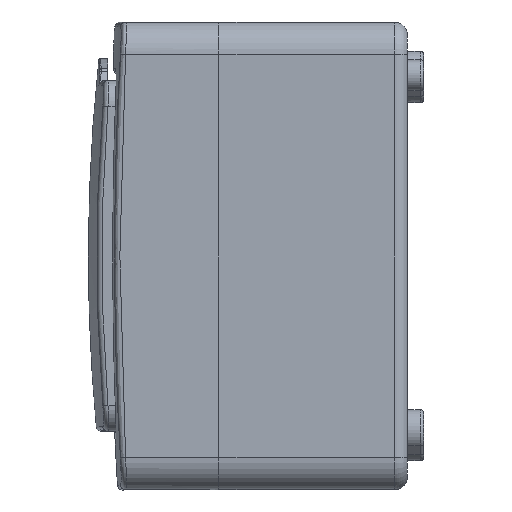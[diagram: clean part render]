
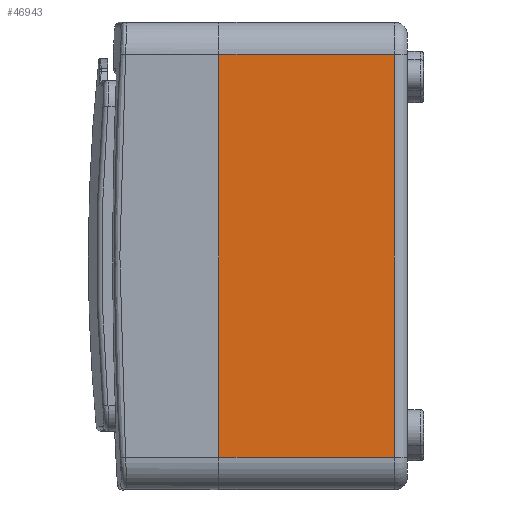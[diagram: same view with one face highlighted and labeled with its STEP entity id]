
A CAD part, left-side view. The second image highlights one B-rep face of the part: STEP entity #46943.
In plain terms, the highlighted planar face has unit normal (-1, 0, 0).
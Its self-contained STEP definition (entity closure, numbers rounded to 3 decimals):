
#2431 = VECTOR ( 'NONE', #5478, 1000. ) ;
#3562 = VECTOR ( 'NONE', #32327, 1000. ) ;
#4245 = ORIENTED_EDGE ( 'NONE', *, *, #24911, .T. ) ;
#4569 = FACE_OUTER_BOUND ( 'NONE', #29769, .T. ) ;
#5478 = DIRECTION ( 'NONE',  ( 0., 0., 1. ) ) ;
#6858 = CARTESIAN_POINT ( 'NONE',  ( -109., 2., -31. ) ) ;
#7673 = PLANE ( 'NONE',  #10378 ) ;
#10281 = CARTESIAN_POINT ( 'NONE',  ( -109., 29., 31. ) ) ;
#10378 = AXIS2_PLACEMENT_3D ( 'NONE', #11408, #37053, #15116 ) ;
#11408 = CARTESIAN_POINT ( 'NONE',  ( -109., 29., 36. ) ) ;
#12126 = DIRECTION ( 'NONE',  ( 0., -1., 0. ) ) ;
#14778 = CARTESIAN_POINT ( 'NONE',  ( -109., 29., 36. ) ) ;
#15116 = DIRECTION ( 'NONE',  ( 0., 0., -1. ) ) ;
#15849 = CARTESIAN_POINT ( 'NONE',  ( -109., 29., -31. ) ) ;
#18720 = LINE ( 'NONE', #15849, #46302 ) ;
#18977 = VERTEX_POINT ( 'NONE', #20527 ) ;
#19455 = ORIENTED_EDGE ( 'NONE', *, *, #26046, .F. ) ;
#19719 = VECTOR ( 'NONE', #32616, 1000. ) ;
#20527 = CARTESIAN_POINT ( 'NONE',  ( -109., 29., -31. ) ) ;
#23496 = VERTEX_POINT ( 'NONE', #6858 ) ;
#24397 = EDGE_CURVE ( 'NONE', #18977, #23496, #18720, .T. ) ;
#24911 = EDGE_CURVE ( 'NONE', #23496, #38086, #40258, .T. ) ;
#25543 = EDGE_CURVE ( 'NONE', #38086, #41668, #29533, .T. ) ;
#26046 = EDGE_CURVE ( 'NONE', #18977, #41668, #39060, .T. ) ;
#27240 = ORIENTED_EDGE ( 'NONE', *, *, #24397, .T. ) ;
#29533 = LINE ( 'NONE', #10281, #3562 ) ;
#29769 = EDGE_LOOP ( 'NONE', ( #27240, #4245, #31379, #19455 ) ) ;
#31379 = ORIENTED_EDGE ( 'NONE', *, *, #25543, .T. ) ;
#32327 = DIRECTION ( 'NONE',  ( 0., 1., 0. ) ) ;
#32616 = DIRECTION ( 'NONE',  ( 0., 0., 1. ) ) ;
#35369 = CARTESIAN_POINT ( 'NONE',  ( -109., 2., 31. ) ) ;
#37053 = DIRECTION ( 'NONE',  ( 1., 0., 0. ) ) ;
#38086 = VERTEX_POINT ( 'NONE', #35369 ) ;
#38786 = CARTESIAN_POINT ( 'NONE',  ( -109., 29., 31. ) ) ;
#39060 = LINE ( 'NONE', #14778, #19719 ) ;
#40258 = LINE ( 'NONE', #42042, #2431 ) ;
#41668 = VERTEX_POINT ( 'NONE', #38786 ) ;
#42042 = CARTESIAN_POINT ( 'NONE',  ( -109., 2., 36. ) ) ;
#46302 = VECTOR ( 'NONE', #12126, 1000. ) ;
#46943 = ADVANCED_FACE ( 'NONE', ( #4569 ), #7673, .F. ) ;
